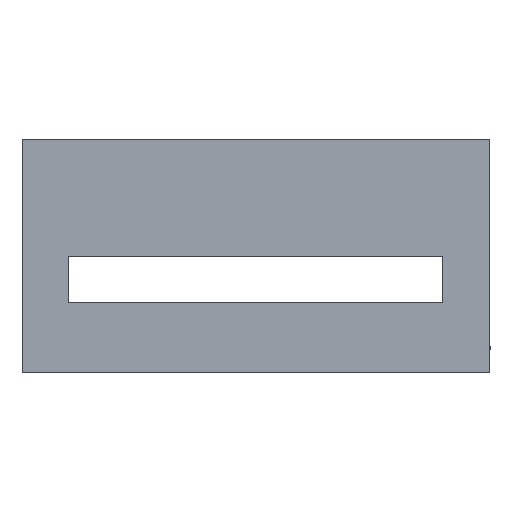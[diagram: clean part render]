
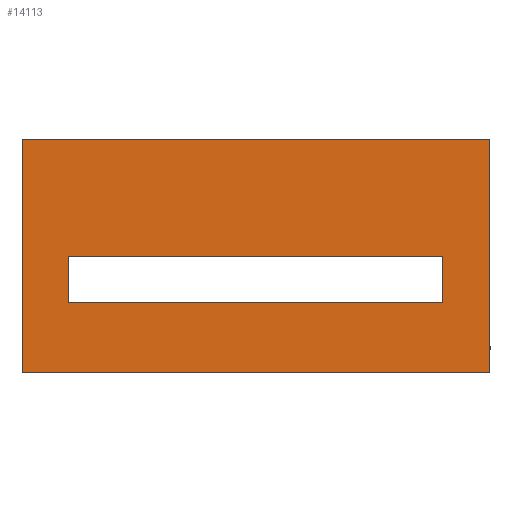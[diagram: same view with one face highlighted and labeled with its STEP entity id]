
A CAD part, left-side view. The second image highlights one B-rep face of the part: STEP entity #14113.
In plain terms, the highlighted planar face has unit normal (-1, 0, 0).
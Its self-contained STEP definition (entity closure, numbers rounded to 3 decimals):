
#22 = VERTEX_POINT('',#23);
#23 = CARTESIAN_POINT('',(0.017,-0.024,-10.));
#32 = PLANE('',#33);
#33 = AXIS2_PLACEMENT_3D('',#34,#35,#36);
#34 = CARTESIAN_POINT('',(0.017,-0.024,-10.));
#35 = DIRECTION('',(0.,1.,0.));
#36 = DIRECTION('',(1.,0.,0.));
#44 = PLANE('',#45);
#45 = AXIS2_PLACEMENT_3D('',#46,#47,#48);
#46 = CARTESIAN_POINT('',(0.017,-0.024,-10.));
#47 = DIRECTION('',(0.,0.,-1.));
#48 = DIRECTION('',(-1.,0.,0.));
#56 = EDGE_CURVE('',#22,#57,#59,.T.);
#57 = VERTEX_POINT('',#58);
#58 = CARTESIAN_POINT('',(0.017,-0.024,10.));
#59 = SURFACE_CURVE('',#60,(#64,#71),.PCURVE_S1.);
#60 = LINE('',#61,#62);
#61 = CARTESIAN_POINT('',(0.017,-0.024,-10.));
#62 = VECTOR('',#63,1.);
#63 = DIRECTION('',(0.,0.,1.));
#64 = PCURVE('',#32,#65);
#65 = DEFINITIONAL_REPRESENTATION('',(#66),#70);
#66 = LINE('',#67,#68);
#67 = CARTESIAN_POINT('',(0.,0.));
#68 = VECTOR('',#69,1.);
#69 = DIRECTION('',(0.,-1.));
#70 = ( GEOMETRIC_REPRESENTATION_CONTEXT(2) 
PARAMETRIC_REPRESENTATION_CONTEXT() REPRESENTATION_CONTEXT('2D SPACE',''
  ) );
#71 = PCURVE('',#72,#77);
#72 = PLANE('',#73);
#73 = AXIS2_PLACEMENT_3D('',#74,#75,#76);
#74 = CARTESIAN_POINT('',(0.017,39.976,-10.));
#75 = DIRECTION('',(1.,0.,0.));
#76 = DIRECTION('',(0.,-1.,0.));
#77 = DEFINITIONAL_REPRESENTATION('',(#78),#82);
#78 = LINE('',#79,#80);
#79 = CARTESIAN_POINT('',(40.,0.));
#80 = VECTOR('',#81,1.);
#81 = DIRECTION('',(0.,-1.));
#82 = ( GEOMETRIC_REPRESENTATION_CONTEXT(2) 
PARAMETRIC_REPRESENTATION_CONTEXT() REPRESENTATION_CONTEXT('2D SPACE',''
  ) );
#100 = PLANE('',#101);
#101 = AXIS2_PLACEMENT_3D('',#102,#103,#104);
#102 = CARTESIAN_POINT('',(0.017,-0.024,10.));
#103 = DIRECTION('',(0.,0.,-1.));
#104 = DIRECTION('',(-1.,0.,0.));
#248 = EDGE_CURVE('',#249,#22,#251,.T.);
#249 = VERTEX_POINT('',#250);
#250 = CARTESIAN_POINT('',(0.017,39.976,-10.));
#251 = SURFACE_CURVE('',#252,(#256,#263),.PCURVE_S1.);
#252 = LINE('',#253,#254);
#253 = CARTESIAN_POINT('',(0.017,39.976,-10.));
#254 = VECTOR('',#255,1.);
#255 = DIRECTION('',(0.,-1.,0.));
#256 = PCURVE('',#44,#257);
#257 = DEFINITIONAL_REPRESENTATION('',(#258),#262);
#258 = LINE('',#259,#260);
#259 = CARTESIAN_POINT('',(0.,40.));
#260 = VECTOR('',#261,1.);
#261 = DIRECTION('',(0.,-1.));
#262 = ( GEOMETRIC_REPRESENTATION_CONTEXT(2) 
PARAMETRIC_REPRESENTATION_CONTEXT() REPRESENTATION_CONTEXT('2D SPACE',''
  ) );
#263 = PCURVE('',#72,#264);
#264 = DEFINITIONAL_REPRESENTATION('',(#265),#269);
#265 = LINE('',#266,#267);
#266 = CARTESIAN_POINT('',(0.,0.));
#267 = VECTOR('',#268,1.);
#268 = DIRECTION('',(1.,0.));
#269 = ( GEOMETRIC_REPRESENTATION_CONTEXT(2) 
PARAMETRIC_REPRESENTATION_CONTEXT() REPRESENTATION_CONTEXT('2D SPACE',''
  ) );
#287 = PLANE('',#288);
#288 = AXIS2_PLACEMENT_3D('',#289,#290,#291);
#289 = CARTESIAN_POINT('',(80.017,39.976,-10.));
#290 = DIRECTION('',(0.,-1.,0.));
#291 = DIRECTION('',(-1.,0.,0.));
#13978 = PLANE('',#13979);
#13979 = AXIS2_PLACEMENT_3D('',#13980,#13981,#13982);
#13980 = CARTESIAN_POINT('',(80.017,36.,0.));
#13981 = DIRECTION('',(0.,-1.,0.));
#13982 = DIRECTION('',(0.,0.,-1.));
#14004 = PLANE('',#14005);
#14005 = AXIS2_PLACEMENT_3D('',#14006,#14007,#14008);
#14006 = CARTESIAN_POINT('',(80.017,36.,-4.));
#14007 = DIRECTION('',(0.,0.,1.));
#14008 = DIRECTION('',(0.,-1.,0.));
#14030 = PLANE('',#14031);
#14031 = AXIS2_PLACEMENT_3D('',#14032,#14033,#14034);
#14032 = CARTESIAN_POINT('',(80.017,4.,-4.));
#14033 = DIRECTION('',(0.,1.,0.));
#14034 = DIRECTION('',(0.,0.,1.));
#14054 = PLANE('',#14055);
#14055 = AXIS2_PLACEMENT_3D('',#14056,#14057,#14058);
#14056 = CARTESIAN_POINT('',(80.017,4.,0.));
#14057 = DIRECTION('',(0.,0.,-1.));
#14058 = DIRECTION('',(0.,1.,0.));
#14069 = EDGE_CURVE('',#14070,#57,#14072,.T.);
#14070 = VERTEX_POINT('',#14071);
#14071 = CARTESIAN_POINT('',(0.017,39.976,10.));
#14072 = SURFACE_CURVE('',#14073,(#14077,#14084),.PCURVE_S1.);
#14073 = LINE('',#14074,#14075);
#14074 = CARTESIAN_POINT('',(0.017,39.976,10.));
#14075 = VECTOR('',#14076,1.);
#14076 = DIRECTION('',(0.,-1.,0.));
#14077 = PCURVE('',#100,#14078);
#14078 = DEFINITIONAL_REPRESENTATION('',(#14079),#14083);
#14079 = LINE('',#14080,#14081);
#14080 = CARTESIAN_POINT('',(0.,40.));
#14081 = VECTOR('',#14082,1.);
#14082 = DIRECTION('',(0.,-1.));
#14083 = ( GEOMETRIC_REPRESENTATION_CONTEXT(2) 
PARAMETRIC_REPRESENTATION_CONTEXT() REPRESENTATION_CONTEXT('2D SPACE',''
  ) );
#14084 = PCURVE('',#72,#14085);
#14085 = DEFINITIONAL_REPRESENTATION('',(#14086),#14090);
#14086 = LINE('',#14087,#14088);
#14087 = CARTESIAN_POINT('',(0.,-20.));
#14088 = VECTOR('',#14089,1.);
#14089 = DIRECTION('',(1.,0.));
#14090 = ( GEOMETRIC_REPRESENTATION_CONTEXT(2) 
PARAMETRIC_REPRESENTATION_CONTEXT() REPRESENTATION_CONTEXT('2D SPACE',''
  ) );
#14113 = ADVANCED_FACE('',(#14114,#14140),#72,.F.);
#14114 = FACE_BOUND('',#14115,.F.);
#14115 = EDGE_LOOP('',(#14116,#14137,#14138,#14139));
#14116 = ORIENTED_EDGE('',*,*,#14117,.T.);
#14117 = EDGE_CURVE('',#249,#14070,#14118,.T.);
#14118 = SURFACE_CURVE('',#14119,(#14123,#14130),.PCURVE_S1.);
#14119 = LINE('',#14120,#14121);
#14120 = CARTESIAN_POINT('',(0.017,39.976,-10.));
#14121 = VECTOR('',#14122,1.);
#14122 = DIRECTION('',(0.,0.,1.));
#14123 = PCURVE('',#72,#14124);
#14124 = DEFINITIONAL_REPRESENTATION('',(#14125),#14129);
#14125 = LINE('',#14126,#14127);
#14126 = CARTESIAN_POINT('',(0.,0.));
#14127 = VECTOR('',#14128,1.);
#14128 = DIRECTION('',(0.,-1.));
#14129 = ( GEOMETRIC_REPRESENTATION_CONTEXT(2) 
PARAMETRIC_REPRESENTATION_CONTEXT() REPRESENTATION_CONTEXT('2D SPACE',''
  ) );
#14130 = PCURVE('',#287,#14131);
#14131 = DEFINITIONAL_REPRESENTATION('',(#14132),#14136);
#14132 = LINE('',#14133,#14134);
#14133 = CARTESIAN_POINT('',(80.,0.));
#14134 = VECTOR('',#14135,1.);
#14135 = DIRECTION('',(0.,-1.));
#14136 = ( GEOMETRIC_REPRESENTATION_CONTEXT(2) 
PARAMETRIC_REPRESENTATION_CONTEXT() REPRESENTATION_CONTEXT('2D SPACE',''
  ) );
#14137 = ORIENTED_EDGE('',*,*,#14069,.T.);
#14138 = ORIENTED_EDGE('',*,*,#56,.F.);
#14139 = ORIENTED_EDGE('',*,*,#248,.F.);
#14140 = FACE_BOUND('',#14141,.F.);
#14141 = EDGE_LOOP('',(#14142,#14165,#14186,#14207));
#14142 = ORIENTED_EDGE('',*,*,#14143,.T.);
#14143 = EDGE_CURVE('',#14144,#14146,#14148,.T.);
#14144 = VERTEX_POINT('',#14145);
#14145 = CARTESIAN_POINT('',(0.017,36.,0.));
#14146 = VERTEX_POINT('',#14147);
#14147 = CARTESIAN_POINT('',(0.017,36.,-4.));
#14148 = SURFACE_CURVE('',#14149,(#14153,#14159),.PCURVE_S1.);
#14149 = LINE('',#14150,#14151);
#14150 = CARTESIAN_POINT('',(0.017,36.,-5.));
#14151 = VECTOR('',#14152,1.);
#14152 = DIRECTION('',(0.,0.,-1.));
#14153 = PCURVE('',#72,#14154);
#14154 = DEFINITIONAL_REPRESENTATION('',(#14155),#14158);
#14155 = B_SPLINE_CURVE_WITH_KNOTS('',1,(#14156,#14157),.UNSPECIFIED.,
  .F.,.F.,(2,2),(-5.4,-0.6),.PIECEWISE_BEZIER_KNOTS.);
#14156 = CARTESIAN_POINT('',(3.976,-10.4));
#14157 = CARTESIAN_POINT('',(3.976,-5.6));
#14158 = ( GEOMETRIC_REPRESENTATION_CONTEXT(2) 
PARAMETRIC_REPRESENTATION_CONTEXT() REPRESENTATION_CONTEXT('2D SPACE',''
  ) );
#14159 = PCURVE('',#13978,#14160);
#14160 = DEFINITIONAL_REPRESENTATION('',(#14161),#14164);
#14161 = B_SPLINE_CURVE_WITH_KNOTS('',1,(#14162,#14163),.UNSPECIFIED.,
  .F.,.F.,(2,2),(-5.4,-0.6),.PIECEWISE_BEZIER_KNOTS.);
#14162 = CARTESIAN_POINT('',(-0.4,-80.));
#14163 = CARTESIAN_POINT('',(4.4,-80.));
#14164 = ( GEOMETRIC_REPRESENTATION_CONTEXT(2) 
PARAMETRIC_REPRESENTATION_CONTEXT() REPRESENTATION_CONTEXT('2D SPACE',''
  ) );
#14165 = ORIENTED_EDGE('',*,*,#14166,.T.);
#14166 = EDGE_CURVE('',#14146,#14167,#14169,.T.);
#14167 = VERTEX_POINT('',#14168);
#14168 = CARTESIAN_POINT('',(0.017,4.,-4.));
#14169 = SURFACE_CURVE('',#14170,(#14174,#14180),.PCURVE_S1.);
#14170 = LINE('',#14171,#14172);
#14171 = CARTESIAN_POINT('',(0.017,37.988,-4.));
#14172 = VECTOR('',#14173,1.);
#14173 = DIRECTION('',(0.,-1.,0.));
#14174 = PCURVE('',#72,#14175);
#14175 = DEFINITIONAL_REPRESENTATION('',(#14176),#14179);
#14176 = B_SPLINE_CURVE_WITH_KNOTS('',1,(#14177,#14178),.UNSPECIFIED.,
  .F.,.F.,(2,2),(-1.212,37.188),.PIECEWISE_BEZIER_KNOTS.);
#14177 = CARTESIAN_POINT('',(0.776,-6.));
#14178 = CARTESIAN_POINT('',(39.176,-6.));
#14179 = ( GEOMETRIC_REPRESENTATION_CONTEXT(2) 
PARAMETRIC_REPRESENTATION_CONTEXT() REPRESENTATION_CONTEXT('2D SPACE',''
  ) );
#14180 = PCURVE('',#14004,#14181);
#14181 = DEFINITIONAL_REPRESENTATION('',(#14182),#14185);
#14182 = B_SPLINE_CURVE_WITH_KNOTS('',1,(#14183,#14184),.UNSPECIFIED.,
  .F.,.F.,(2,2),(-1.212,37.188),.PIECEWISE_BEZIER_KNOTS.);
#14183 = CARTESIAN_POINT('',(-3.2,-80.));
#14184 = CARTESIAN_POINT('',(35.2,-80.));
#14185 = ( GEOMETRIC_REPRESENTATION_CONTEXT(2) 
PARAMETRIC_REPRESENTATION_CONTEXT() REPRESENTATION_CONTEXT('2D SPACE',''
  ) );
#14186 = ORIENTED_EDGE('',*,*,#14187,.T.);
#14187 = EDGE_CURVE('',#14167,#14188,#14190,.T.);
#14188 = VERTEX_POINT('',#14189);
#14189 = CARTESIAN_POINT('',(0.017,4.,0.));
#14190 = SURFACE_CURVE('',#14191,(#14195,#14201),.PCURVE_S1.);
#14191 = LINE('',#14192,#14193);
#14192 = CARTESIAN_POINT('',(0.017,4.,-7.));
#14193 = VECTOR('',#14194,1.);
#14194 = DIRECTION('',(0.,0.,1.));
#14195 = PCURVE('',#72,#14196);
#14196 = DEFINITIONAL_REPRESENTATION('',(#14197),#14200);
#14197 = B_SPLINE_CURVE_WITH_KNOTS('',1,(#14198,#14199),.UNSPECIFIED.,
  .F.,.F.,(2,2),(2.6,7.4),.PIECEWISE_BEZIER_KNOTS.);
#14198 = CARTESIAN_POINT('',(35.976,-5.6));
#14199 = CARTESIAN_POINT('',(35.976,-10.4));
#14200 = ( GEOMETRIC_REPRESENTATION_CONTEXT(2) 
PARAMETRIC_REPRESENTATION_CONTEXT() REPRESENTATION_CONTEXT('2D SPACE',''
  ) );
#14201 = PCURVE('',#14030,#14202);
#14202 = DEFINITIONAL_REPRESENTATION('',(#14203),#14206);
#14203 = B_SPLINE_CURVE_WITH_KNOTS('',1,(#14204,#14205),.UNSPECIFIED.,
  .F.,.F.,(2,2),(2.6,7.4),.PIECEWISE_BEZIER_KNOTS.);
#14204 = CARTESIAN_POINT('',(-0.4,-80.));
#14205 = CARTESIAN_POINT('',(4.4,-80.));
#14206 = ( GEOMETRIC_REPRESENTATION_CONTEXT(2) 
PARAMETRIC_REPRESENTATION_CONTEXT() REPRESENTATION_CONTEXT('2D SPACE',''
  ) );
#14207 = ORIENTED_EDGE('',*,*,#14208,.T.);
#14208 = EDGE_CURVE('',#14188,#14144,#14209,.T.);
#14209 = SURFACE_CURVE('',#14210,(#14214,#14220),.PCURVE_S1.);
#14210 = LINE('',#14211,#14212);
#14211 = CARTESIAN_POINT('',(0.017,21.988,0.));
#14212 = VECTOR('',#14213,1.);
#14213 = DIRECTION('',(0.,1.,0.));
#14214 = PCURVE('',#72,#14215);
#14215 = DEFINITIONAL_REPRESENTATION('',(#14216),#14219);
#14216 = B_SPLINE_CURVE_WITH_KNOTS('',1,(#14217,#14218),.UNSPECIFIED.,
  .F.,.F.,(2,2),(-21.188,17.212),.PIECEWISE_BEZIER_KNOTS.);
#14217 = CARTESIAN_POINT('',(39.176,-10.));
#14218 = CARTESIAN_POINT('',(0.776,-10.));
#14219 = ( GEOMETRIC_REPRESENTATION_CONTEXT(2) 
PARAMETRIC_REPRESENTATION_CONTEXT() REPRESENTATION_CONTEXT('2D SPACE',''
  ) );
#14220 = PCURVE('',#14054,#14221);
#14221 = DEFINITIONAL_REPRESENTATION('',(#14222),#14225);
#14222 = B_SPLINE_CURVE_WITH_KNOTS('',1,(#14223,#14224),.UNSPECIFIED.,
  .F.,.F.,(2,2),(-21.188,17.212),.PIECEWISE_BEZIER_KNOTS.);
#14223 = CARTESIAN_POINT('',(-3.2,-80.));
#14224 = CARTESIAN_POINT('',(35.2,-80.));
#14225 = ( GEOMETRIC_REPRESENTATION_CONTEXT(2) 
PARAMETRIC_REPRESENTATION_CONTEXT() REPRESENTATION_CONTEXT('2D SPACE',''
  ) );
